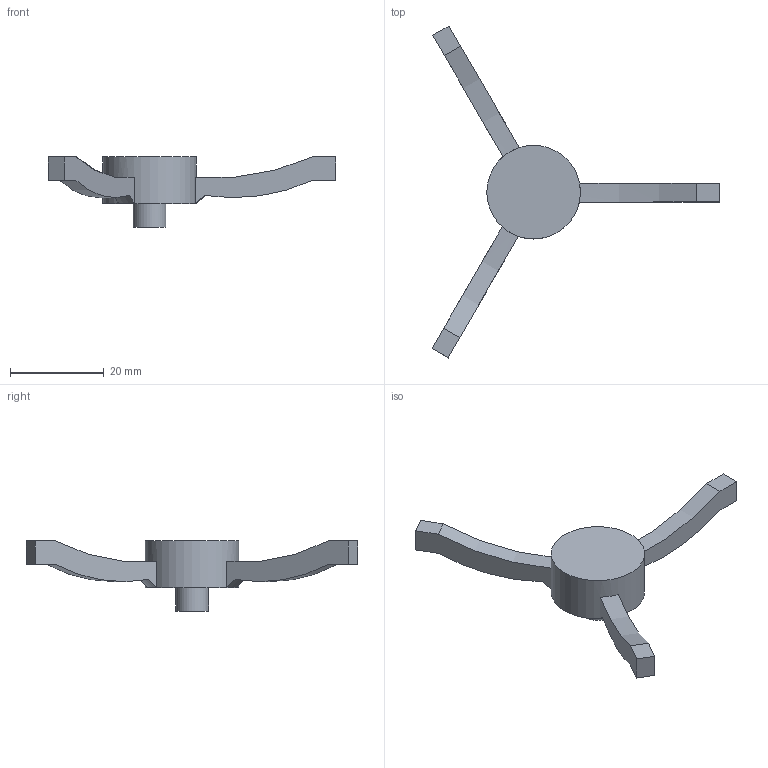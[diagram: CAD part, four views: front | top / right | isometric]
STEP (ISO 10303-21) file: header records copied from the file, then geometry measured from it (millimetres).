
FILE_DESCRIPTION(/* description */ (''),/* implementation_level */ '2;1');
FILE_NAME(/* name */ 'brush v2.step',/* time_stamp */ '2024-04-19T14:21:22+05:30',/* author */ (''),/* organization */ (''),/* preprocessor_version */ 'ST-DEVELOPER v20',/* originating_system */ 'Autodesk Translation Framework v12.20.1.177',/* authorisation */ '');
FILE_SCHEMA (('AUTOMOTIVE_DESIGN { 1 0 10303 214 3 1 1 }'));
Length unit declared in the file: millimetre
Products named in the file (1): brush
Bounding box: 61.53 x 70.93 x 15 mm (x, y, z)
Volume: 4881.7 mm3; surface area: 3054.5 mm2
Topology: 1 solids, 1 shells, 34 faces, 81 edges, 54 vertices
Faces by surface type: plane 21, cylinder 10, bspline 3
Full cylindrical faces by diameter (mm): 7 x1, 20 x1
Entity records: 1132 total; most frequent: CARTESIAN_POINT 323, ORIENTED_EDGE 162, DIRECTION 150, EDGE_CURVE 81, VERTEX_POINT 54, AXIS2_PLACEMENT_3D 52, LINE 46, VECTOR 46
